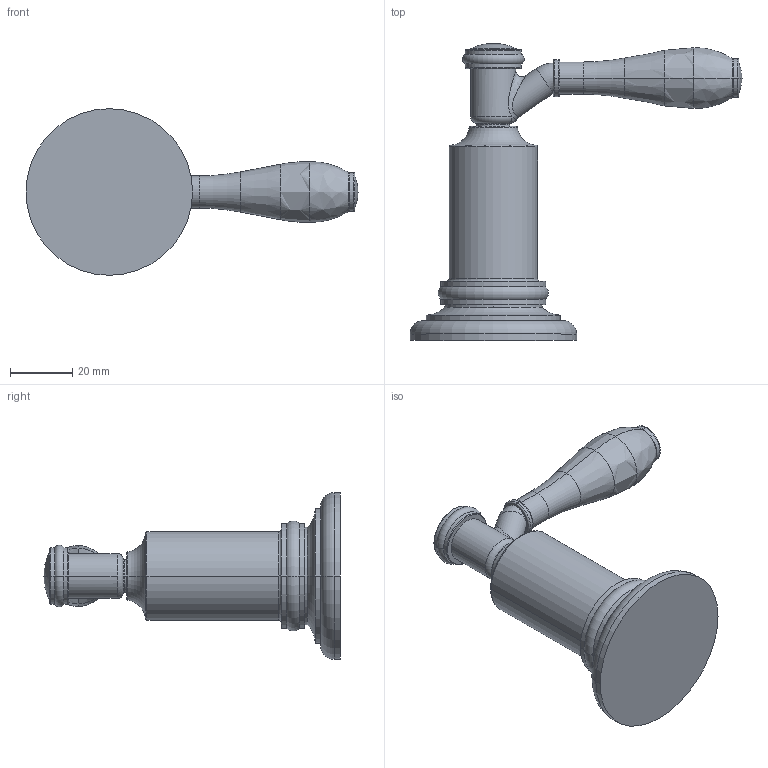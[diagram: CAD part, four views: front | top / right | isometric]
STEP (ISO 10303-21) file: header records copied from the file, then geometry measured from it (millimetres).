
FILE_DESCRIPTION((''),'2;1');
FILE_NAME('3-593','2021-01-04T14:21:24',('jinson.thomas'),(''),'CREO PARAMETRIC BY PTC INC, 2018400','CREO PARAMETRIC BY PTC INC, 2018400','');
FILE_SCHEMA(('CONFIG_CONTROL_DESIGN'));
Length unit declared in the file: inch
Products named in the file (1): 3-593
Bounding box: 106.81 x 95.53 x 53.59 mm (x, y, z)
Volume: 72336.2 mm3; surface area: 15630.4 mm2
Topology: 1 solids, 1 shells, 91 faces, 189 edges, 105 vertices
Faces by surface type: torus 37, cylinder 30, plane 10, bspline 8, sphere 4, cone 2
Entity records: 2902 total; most frequent: CARTESIAN_POINT 887, DIRECTION 488, ORIENTED_EDGE 370, AXIS2_PLACEMENT_3D 228, EDGE_CURVE 185, CIRCLE 145, VERTEX_POINT 105, EDGE_LOOP 100
